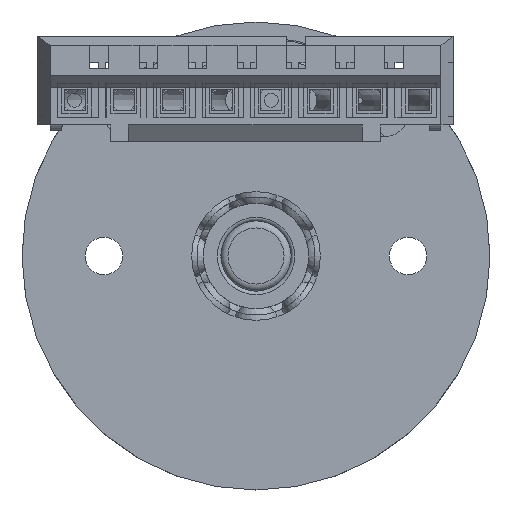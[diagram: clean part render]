
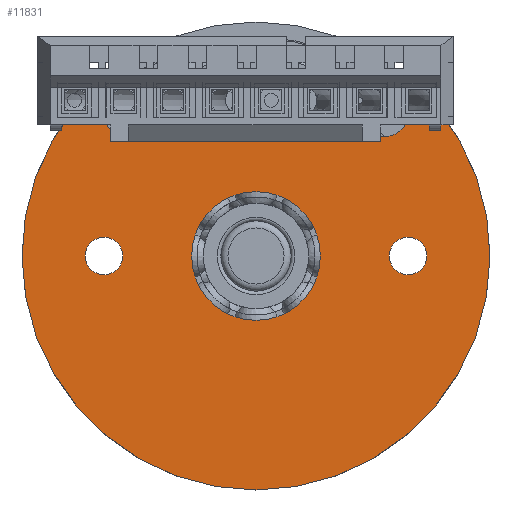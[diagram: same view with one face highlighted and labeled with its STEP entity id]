
A CAD part, front view. The second image highlights one B-rep face of the part: STEP entity #11831.
In plain terms, the highlighted planar face has unit normal (0, -1, 0).
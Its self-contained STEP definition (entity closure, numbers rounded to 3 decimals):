
#260 = VECTOR ( 'NONE', #2743, 1000. ) ;
#715 = EDGE_LOOP ( 'NONE', ( #9140, #7146, #12985, #5891, #13036, #9493 ) ) ;
#1402 = FACE_BOUND ( 'NONE', #7106, .T. ) ;
#1461 = AXIS2_PLACEMENT_3D ( 'NONE', #9159, #16563, #11007 ) ;
#1482 = LINE ( 'NONE', #10163, #260 ) ;
#1672 = CIRCLE ( 'NONE', #4467, 2.75 ) ;
#1914 = DIRECTION ( 'NONE',  ( 0., 1., 0. ) ) ;
#2145 = EDGE_LOOP ( 'NONE', ( #11960 ) ) ;
#2743 = DIRECTION ( 'NONE',  ( 1., 0., 0. ) ) ;
#2767 = VECTOR ( 'NONE', #9608, 1000. ) ;
#3376 = DIRECTION ( 'NONE',  ( 0., 0., -1. ) ) ;
#3495 = VERTEX_POINT ( 'NONE', #11512 ) ;
#3794 = DIRECTION ( 'NONE',  ( 0., -1., 0. ) ) ;
#4396 = CIRCLE ( 'NONE', #5656, 0.8 ) ;
#4415 = CARTESIAN_POINT ( 'NONE',  ( 2.75, 0., 0. ) ) ;
#4467 = AXIS2_PLACEMENT_3D ( 'NONE', #17808, #13134, #16145 ) ;
#4524 = CARTESIAN_POINT ( 'NONE',  ( 5.1, 0., 5.5 ) ) ;
#4601 = CARTESIAN_POINT ( 'NONE',  ( 7.599, 0., -6.5 ) ) ;
#4825 = CARTESIAN_POINT ( 'NONE',  ( 0., 0., 5.7 ) ) ;
#4854 = EDGE_CURVE ( 'NONE', #8705, #17503, #15446, .T. ) ;
#5020 = EDGE_CURVE ( 'NONE', #12636, #12636, #6739, .T. ) ;
#5108 = CARTESIAN_POINT ( 'NONE',  ( 0., 0., -2.75 ) ) ;
#5320 = LINE ( 'NONE', #18655, #2767 ) ;
#5453 = DIRECTION ( 'NONE',  ( 0., 0., -1. ) ) ;
#5591 = DIRECTION ( 'NONE',  ( 0., 0., -1. ) ) ;
#5656 = AXIS2_PLACEMENT_3D ( 'NONE', #16228, #8831, #5905 ) ;
#5885 = VERTEX_POINT ( 'NONE', #4524 ) ;
#5891 = ORIENTED_EDGE ( 'NONE', *, *, #14101, .T. ) ;
#5905 = DIRECTION ( 'NONE',  ( 0., 0., -1. ) ) ;
#6266 = CARTESIAN_POINT ( 'NONE',  ( 7.599, 0., 6.5 ) ) ;
#6294 = CARTESIAN_POINT ( 'NONE',  ( 6.1, 0., 5.5 ) ) ;
#6302 = EDGE_CURVE ( 'NONE', #17636, #17503, #1482, .T. ) ;
#6739 = CIRCLE ( 'NONE', #18249, 0.8 ) ;
#7106 = EDGE_LOOP ( 'NONE', ( #17088 ) ) ;
#7146 = ORIENTED_EDGE ( 'NONE', *, *, #4854, .T. ) ;
#8034 = VERTEX_POINT ( 'NONE', #5108 ) ;
#8107 = AXIS2_PLACEMENT_3D ( 'NONE', #4415, #18836, #14642 ) ;
#8605 = FACE_OUTER_BOUND ( 'NONE', #715, .T. ) ;
#8705 = VERTEX_POINT ( 'NONE', #6266 ) ;
#8831 = DIRECTION ( 'NONE',  ( 0., -1., 0. ) ) ;
#9140 = ORIENTED_EDGE ( 'NONE', *, *, #10152, .F. ) ;
#9159 = CARTESIAN_POINT ( 'NONE',  ( 0., 0., 0. ) ) ;
#9493 = ORIENTED_EDGE ( 'NONE', *, *, #11263, .T. ) ;
#9608 = DIRECTION ( 'NONE',  ( -1., 0., 0. ) ) ;
#10152 = EDGE_CURVE ( 'NONE', #8705, #18416, #5320, .T. ) ;
#10163 = CARTESIAN_POINT ( 'NONE',  ( 14.9, 0., -6.5 ) ) ;
#10620 = AXIS2_PLACEMENT_3D ( 'NONE', #16733, #10888, #3376 ) ;
#10888 = DIRECTION ( 'NONE',  ( 0., 1., 0. ) ) ;
#11007 = DIRECTION ( 'NONE',  ( 0., 0., -1. ) ) ;
#11263 = EDGE_CURVE ( 'NONE', #5885, #18416, #12455, .T. ) ;
#11512 = CARTESIAN_POINT ( 'NONE',  ( 5.1, 0., -5.5 ) ) ;
#11830 = FACE_BOUND ( 'NONE', #2145, .T. ) ;
#11831 = ADVANCED_FACE ( 'NONE', ( #11830, #19128, #8605, #1402 ), #12904, .T. ) ;
#11908 = EDGE_CURVE ( 'NONE', #5885, #3495, #17571, .T. ) ;
#11960 = ORIENTED_EDGE ( 'NONE', *, *, #14427, .F. ) ;
#12455 = CIRCLE ( 'NONE', #15235, 1. ) ;
#12489 = CARTESIAN_POINT ( 'NONE',  ( 6.1, 0., -6.5 ) ) ;
#12636 = VERTEX_POINT ( 'NONE', #15447 ) ;
#12904 = PLANE ( 'NONE',  #8107 ) ;
#12985 = ORIENTED_EDGE ( 'NONE', *, *, #6302, .F. ) ;
#13036 = ORIENTED_EDGE ( 'NONE', *, *, #11908, .F. ) ;
#13134 = DIRECTION ( 'NONE',  ( 0., -1., 0. ) ) ;
#14101 = EDGE_CURVE ( 'NONE', #17636, #3495, #18378, .T. ) ;
#14427 = EDGE_CURVE ( 'NONE', #16512, #16512, #4396, .T. ) ;
#14642 = DIRECTION ( 'NONE',  ( 0., 0., -1. ) ) ;
#14903 = EDGE_LOOP ( 'NONE', ( #18401 ) ) ;
#14967 = DIRECTION ( 'NONE',  ( 0., 0., -1. ) ) ;
#15062 = CARTESIAN_POINT ( 'NONE',  ( 6.1, 0., 6.5 ) ) ;
#15235 = AXIS2_PLACEMENT_3D ( 'NONE', #6294, #1914, #14967 ) ;
#15446 = CIRCLE ( 'NONE', #1461, 10. ) ;
#15447 = CARTESIAN_POINT ( 'NONE',  ( 0., 0., -7.3 ) ) ;
#15767 = CARTESIAN_POINT ( 'NONE',  ( 0., 0., -6.5 ) ) ;
#16145 = DIRECTION ( 'NONE',  ( 0., 0., -1. ) ) ;
#16228 = CARTESIAN_POINT ( 'NONE',  ( 0., 0., 6.5 ) ) ;
#16512 = VERTEX_POINT ( 'NONE', #4825 ) ;
#16563 = DIRECTION ( 'NONE',  ( 0., -1., 0. ) ) ;
#16733 = CARTESIAN_POINT ( 'NONE',  ( 6.1, 0., -5.5 ) ) ;
#17088 = ORIENTED_EDGE ( 'NONE', *, *, #17184, .F. ) ;
#17130 = VECTOR ( 'NONE', #5591, 1000. ) ;
#17184 = EDGE_CURVE ( 'NONE', #8034, #8034, #1672, .T. ) ;
#17503 = VERTEX_POINT ( 'NONE', #4601 ) ;
#17571 = LINE ( 'NONE', #18932, #17130 ) ;
#17636 = VERTEX_POINT ( 'NONE', #12489 ) ;
#17808 = CARTESIAN_POINT ( 'NONE',  ( 0., 0., 0. ) ) ;
#18249 = AXIS2_PLACEMENT_3D ( 'NONE', #15767, #3794, #5453 ) ;
#18378 = CIRCLE ( 'NONE', #10620, 1. ) ;
#18401 = ORIENTED_EDGE ( 'NONE', *, *, #5020, .F. ) ;
#18416 = VERTEX_POINT ( 'NONE', #15062 ) ;
#18655 = CARTESIAN_POINT ( 'NONE',  ( 14.9, 0., 6.5 ) ) ;
#18836 = DIRECTION ( 'NONE',  ( 0., -1., 0. ) ) ;
#18932 = CARTESIAN_POINT ( 'NONE',  ( 5.1, 0., -6.5 ) ) ;
#19128 = FACE_BOUND ( 'NONE', #14903, .T. ) ;
